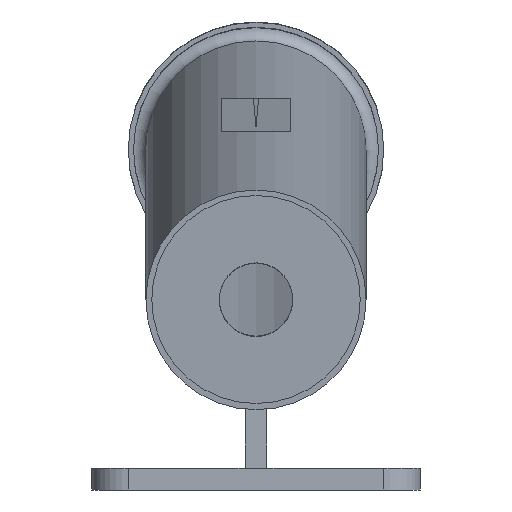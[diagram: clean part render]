
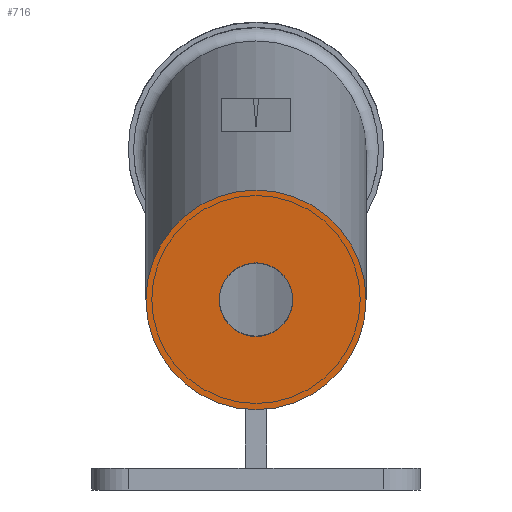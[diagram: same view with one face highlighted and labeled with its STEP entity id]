
A CAD part, left-side view. The second image highlights one B-rep face of the part: STEP entity #716.
In plain terms, the highlighted planar face has unit normal (-0.998, 0, -0.07).
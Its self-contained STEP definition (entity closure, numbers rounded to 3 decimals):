
#31=FACE_BOUND('',#108,.T.);
#64=FACE_OUTER_BOUND('',#107,.T.);
#107=EDGE_LOOP('',(#492));
#108=EDGE_LOOP('',(#493));
#279=CIRCLE('',#762,10.05);
#280=CIRCLE('',#764,30.15);
#320=VERTEX_POINT('',#1068);
#321=VERTEX_POINT('',#1071);
#388=EDGE_CURVE('',#320,#320,#279,.T.);
#389=EDGE_CURVE('',#321,#321,#280,.T.);
#492=ORIENTED_EDGE('',*,*,#389,.F.);
#493=ORIENTED_EDGE('',*,*,#388,.T.);
#647=PLANE('',#763);
#716=ADVANCED_FACE('',(#64,#31),#647,.T.);
#762=AXIS2_PLACEMENT_3D('',#1069,#861,#862);
#763=AXIS2_PLACEMENT_3D('',#1070,#863,#864);
#764=AXIS2_PLACEMENT_3D('',#1072,#865,#866);
#861=DIRECTION('center_axis',(0.998,0.,0.07));
#862=DIRECTION('ref_axis',(-0.07,0.,0.998));
#863=DIRECTION('center_axis',(-0.998,0.,-0.07));
#864=DIRECTION('ref_axis',(0.07,0.,-0.998));
#865=DIRECTION('center_axis',(0.998,0.,0.07));
#866=DIRECTION('ref_axis',(0.,-1.,0.));
#1068=CARTESIAN_POINT('',(-294.298,0.,42.048));
#1069=CARTESIAN_POINT('Origin',(-295.,0.,52.074));
#1070=CARTESIAN_POINT('Origin',(-295.,-29.35,52.074));
#1071=CARTESIAN_POINT('',(-295.,-30.15,52.074));
#1072=CARTESIAN_POINT('Origin',(-295.,0.,52.074));
